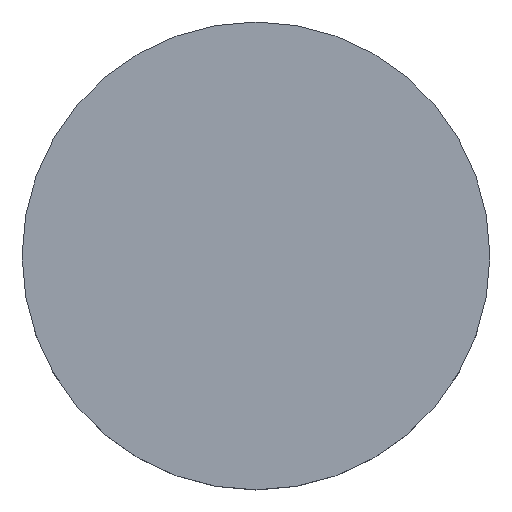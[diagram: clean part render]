
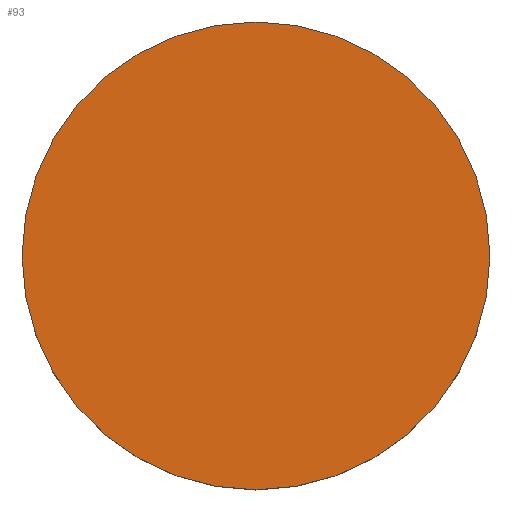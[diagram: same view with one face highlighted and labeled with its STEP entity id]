
A CAD part, top view. The second image highlights one B-rep face of the part: STEP entity #93.
In plain terms, the highlighted planar face has unit normal (0, 0, 1).
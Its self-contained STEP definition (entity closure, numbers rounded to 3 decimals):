
#19 = ORIENTED_EDGE ( 'NONE', *, *, #298, .T. ) ;
#43 = DIRECTION ( 'NONE',  ( 1., 0., 0. ) ) ;
#73 = CARTESIAN_POINT ( 'NONE',  ( 0., 0., 0.8 ) ) ;
#90 = CIRCLE ( 'NONE', #145, 2.375 ) ;
#93 = ADVANCED_FACE ( 'NONE', ( #128 ), #174, .T. ) ;
#128 = FACE_OUTER_BOUND ( 'NONE', #277, .T. ) ;
#145 = AXIS2_PLACEMENT_3D ( 'NONE', #391, #431, #345 ) ;
#174 = PLANE ( 'NONE',  #464 ) ;
#210 = VERTEX_POINT ( 'NONE', #523 ) ;
#224 = ORIENTED_EDGE ( 'NONE', *, *, #405, .T. ) ;
#277 = EDGE_LOOP ( 'NONE', ( #224, #19 ) ) ;
#283 = DIRECTION ( 'NONE',  ( 1., 0., 0. ) ) ;
#298 = EDGE_CURVE ( 'NONE', #210, #379, #457, .T. ) ;
#345 = DIRECTION ( 'NONE',  ( 1., 0., 0. ) ) ;
#379 = VERTEX_POINT ( 'NONE', #522 ) ;
#380 = DIRECTION ( 'NONE',  ( 0., 0., 1. ) ) ;
#391 = CARTESIAN_POINT ( 'NONE',  ( 0., 0., 0.8 ) ) ;
#405 = EDGE_CURVE ( 'NONE', #379, #210, #90, .T. ) ;
#431 = DIRECTION ( 'NONE',  ( 0., 0., 1. ) ) ;
#457 = CIRCLE ( 'NONE', #480, 2.375 ) ;
#464 = AXIS2_PLACEMENT_3D ( 'NONE', #517, #380, #43 ) ;
#480 = AXIS2_PLACEMENT_3D ( 'NONE', #73, #541, #283 ) ;
#517 = CARTESIAN_POINT ( 'NONE',  ( 0., 0., 0.8 ) ) ;
#522 = CARTESIAN_POINT ( 'NONE',  ( -2.375, 0., 0.8 ) ) ;
#523 = CARTESIAN_POINT ( 'NONE',  ( 2.375, 0., 0.8 ) ) ;
#541 = DIRECTION ( 'NONE',  ( 0., 0., 1. ) ) ;
